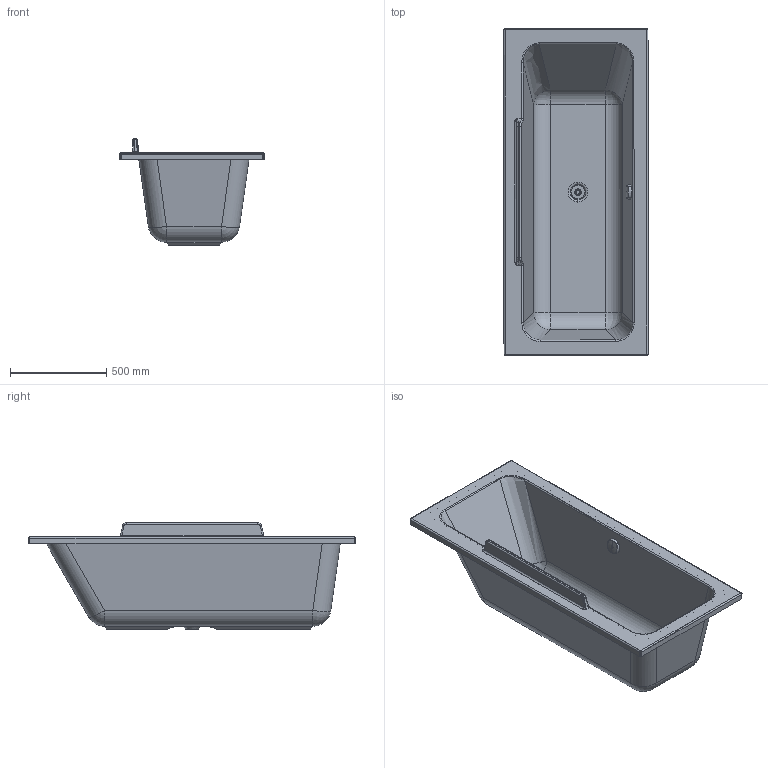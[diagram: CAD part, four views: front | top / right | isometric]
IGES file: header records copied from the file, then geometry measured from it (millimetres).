
Global section: file name: No Iges File Name specified; native system: Autodesk Inventor 2011; preprocessor: AutoDesk Inventor Iges Exporter R2011; author: Administrator; date: 20130527.155909; units: millimetre
Bounding box: 751.01 x 1700.44 x 552.5 mm (x, y, z)
Volume: 21878079.3 mm3; surface area: 6764377.4 mm2
Topology: 6 solids, 6 shells, 371 faces, 930 edges, 553 vertices
Faces by surface type: plane 152, revolution 105, cylinder 46, bspline 44, sphere 10, cone 8, torus 6
